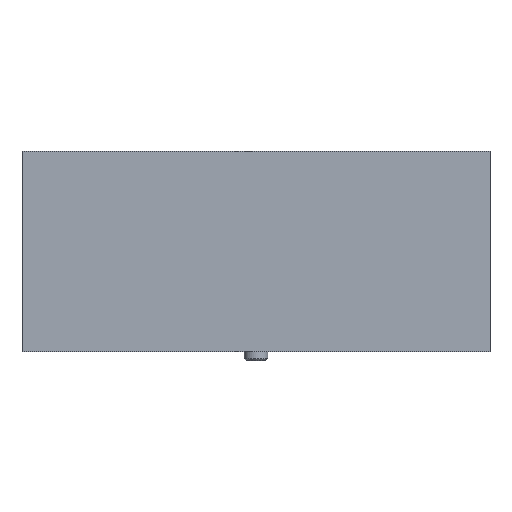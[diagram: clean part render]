
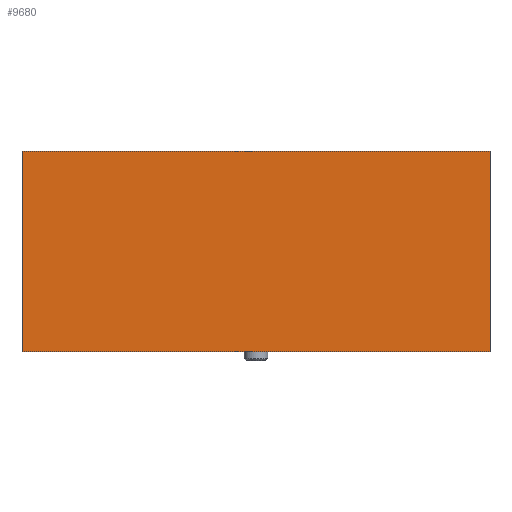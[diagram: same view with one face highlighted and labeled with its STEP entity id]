
A CAD part, top view. The second image highlights one B-rep face of the part: STEP entity #9680.
In plain terms, the highlighted planar face has unit normal (0, 0, 1).
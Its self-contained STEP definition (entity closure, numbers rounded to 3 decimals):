
#8520=CARTESIAN_POINT('',(57.6,17.918,
4.));
#8530=VERTEX_POINT('',#8520);
#8580=CARTESIAN_POINT('',(-8.374,17.918,
4.));
#8590=DIRECTION('',(1.,0.,0.));
#8600=VECTOR('',#8590,1.);
#8610=LINE('',#8580,#8600);
#8620=CARTESIAN_POINT('',(-17.6,17.918,4.));
#8630=VERTEX_POINT('',#8620);
#8640=EDGE_CURVE('',#8630,#8530,#8610,.T.);
#9200=CARTESIAN_POINT('',(-17.6,-6.253,4.));
#9210=DIRECTION('',(0.,-1.,0.));
#9220=VECTOR('',#9210,1.);
#9230=LINE('',#9200,#9220);
#9240=CARTESIAN_POINT('',(-17.6,-14.257,4.));
#9250=VERTEX_POINT('',#9240);
#9260=EDGE_CURVE('',#8630,#9250,#9230,.T.);
#9450=CARTESIAN_POINT('',(25.601,2.807,
4.));
#9460=DIRECTION('',(0.,0.,1.));
#9470=DIRECTION('',(1.,0.,0.));
#9480=AXIS2_PLACEMENT_3D('',#9450,#9460,#9470);
#9490=PLANE('',#9480);
#9500=CARTESIAN_POINT('',(-8.374,-14.257,
4.));
#9510=DIRECTION('',(1.,0.,0.));
#9520=VECTOR('',#9510,1.);
#9530=LINE('',#9500,#9520);
#9540=CARTESIAN_POINT('',(57.6,-14.257,
4.));
#9550=VERTEX_POINT('',#9540);
#9560=EDGE_CURVE('',#9250,#9550,#9530,.T.);
#9570=ORIENTED_EDGE('',*,*,#9560,.T.);
#9580=ORIENTED_EDGE('',*,*,#9260,.T.);
#9590=ORIENTED_EDGE('',*,*,#8640,.F.);
#9600=CARTESIAN_POINT('',(57.6,-6.253,
4.));
#9610=DIRECTION('',(0.,1.,0.));
#9620=VECTOR('',#9610,1.);
#9630=LINE('',#9600,#9620);
#9640=EDGE_CURVE('',#9550,#8530,#9630,.T.);
#9650=ORIENTED_EDGE('',*,*,#9640,.T.);
#9660=EDGE_LOOP('',(#9650,#9590,#9580,#9570));
#9670=FACE_OUTER_BOUND('',#9660,.T.);
#9680=ADVANCED_FACE('',(#9670),#9490,.T.);
